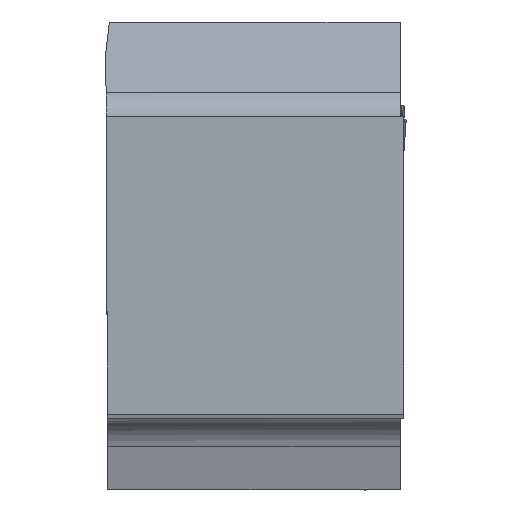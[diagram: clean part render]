
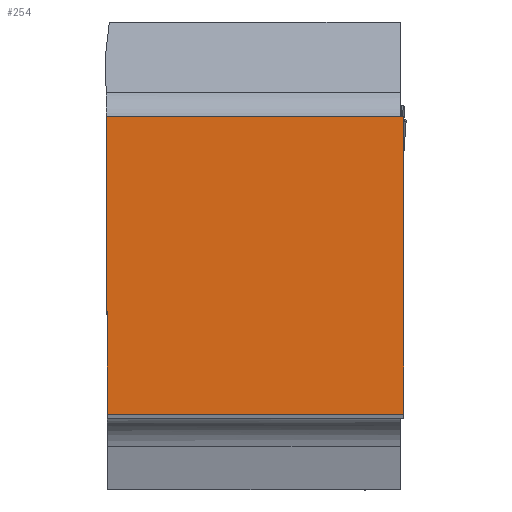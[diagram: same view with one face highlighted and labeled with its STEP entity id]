
A CAD part, top view. The second image highlights one B-rep face of the part: STEP entity #254.
In plain terms, the highlighted planar face has unit normal (0, 0, 1).
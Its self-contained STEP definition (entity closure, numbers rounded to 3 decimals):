
#254=ADVANCED_FACE('CU_BACK_SU1',(#387),#342,.F.);
#342=PLANE('',#1998);
#387=FACE_OUTER_BOUND('',#478,.T.);
#478=EDGE_LOOP('',(#700,#701,#702,#703));
#700=ORIENTED_EDGE('',*,*,#1355,.T.);
#701=ORIENTED_EDGE('',*,*,#1356,.T.);
#702=ORIENTED_EDGE('',*,*,#1357,.T.);
#703=ORIENTED_EDGE('',*,*,#1267,.F.);
#1099=VERTEX_POINT('',#2656);
#1100=VERTEX_POINT('',#2658);
#1171=VERTEX_POINT('',#2869);
#1172=VERTEX_POINT('',#2871);
#1267=EDGE_CURVE('',#1099,#1100,#1521,.T.);
#1355=EDGE_CURVE('',#1099,#1171,#1575,.T.);
#1356=EDGE_CURVE('',#1171,#1172,#1576,.T.);
#1357=EDGE_CURVE('',#1172,#1100,#1577,.T.);
#1521=LINE('',#2657,#1672);
#1575=LINE('',#2868,#1726);
#1576=LINE('',#2870,#1727);
#1577=LINE('',#2872,#1728);
#1672=VECTOR('',#2141,1.);
#1726=VECTOR('',#2281,1.);
#1727=VECTOR('',#2282,1.);
#1728=VECTOR('',#2283,1.);
#1998=AXIS2_PLACEMENT_3D('',#2873,#2284,#2285);
#2141=DIRECTION('',(-0.004,1.,0.));
#2281=DIRECTION('',(1.,0.,0.));
#2282=DIRECTION('',(0.,1.,0.));
#2283=DIRECTION('',(-1.,0.,0.));
#2284=DIRECTION('',(0.,0.,-1.));
#2285=DIRECTION('',(-1.,0.,0.));
#2656=CARTESIAN_POINT('',(0.055,0.,0.));
#2657=CARTESIAN_POINT('',(-0.087,32.445,0.));
#2658=CARTESIAN_POINT('',(0.,12.6,0.));
#2868=CARTESIAN_POINT('',(35.34,0.,0.));
#2869=CARTESIAN_POINT('',(12.6,0.,0.));
#2870=CARTESIAN_POINT('',(12.6,32.6,0.));
#2871=CARTESIAN_POINT('',(12.6,12.6,0.));
#2872=CARTESIAN_POINT('',(35.34,12.6,0.));
#2873=CARTESIAN_POINT('',(35.34,32.6,0.));
